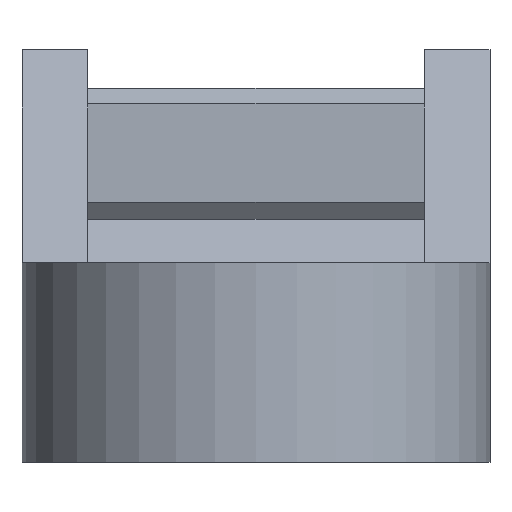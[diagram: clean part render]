
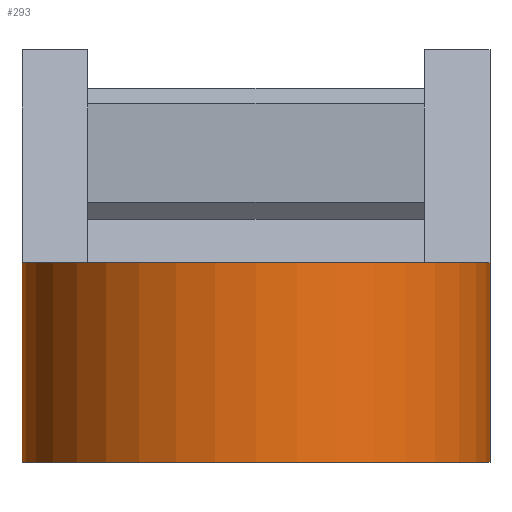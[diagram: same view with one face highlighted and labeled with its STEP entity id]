
A CAD part, left-side view. The second image highlights one B-rep face of the part: STEP entity #293.
In plain terms, the highlighted cylindrical face has radius 9.525 mm (diameter 19.05 mm), a partial arc.
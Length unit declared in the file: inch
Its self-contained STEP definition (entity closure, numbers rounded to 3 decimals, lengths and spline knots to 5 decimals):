
#198=FACE_OUTER_BOUND('',#427,.T.);
#293=ADVANCED_FACE('',(#198),#384,.T.);
#384=CYLINDRICAL_SURFACE('',#2012,0.375);
#427=EDGE_LOOP('',(#745,#746,#747,#748));
#597=CIRCLE('',#2009,0.375);
#598=CIRCLE('',#2011,0.375);
#745=ORIENTED_EDGE('',*,*,#1446,.T.);
#746=ORIENTED_EDGE('',*,*,#1447,.F.);
#747=ORIENTED_EDGE('',*,*,#1445,.F.);
#748=ORIENTED_EDGE('',*,*,#1448,.T.);
#1254=VERTEX_POINT('',#2960);
#1255=VERTEX_POINT('',#2963);
#1256=VERTEX_POINT('',#2967);
#1257=VERTEX_POINT('',#2968);
#1445=EDGE_CURVE('',#1255,#1254,#597,.T.);
#1446=EDGE_CURVE('',#1256,#1257,#598,.T.);
#1447=EDGE_CURVE('',#1254,#1257,#1669,.T.);
#1448=EDGE_CURVE('',#1255,#1256,#1670,.T.);
#1669=LINE('',#2969,#1834);
#1670=LINE('',#2970,#1835);
#1834=VECTOR('',#2288,1.);
#1835=VECTOR('',#2289,1.);
#2009=AXIS2_PLACEMENT_3D('',#2964,#2282,#2283);
#2011=AXIS2_PLACEMENT_3D('',#2966,#2286,#2287);
#2012=AXIS2_PLACEMENT_3D('',#2971,#2290,#2291);
#2282=DIRECTION('',(0.,0.,1.));
#2283=DIRECTION('',(1.,0.,0.));
#2286=DIRECTION('',(0.,0.,1.));
#2287=DIRECTION('',(1.,0.,0.));
#2288=DIRECTION('',(0.,0.,-1.));
#2289=DIRECTION('',(0.,0.,-1.));
#2290=DIRECTION('',(0.,0.,-1.));
#2291=DIRECTION('',(-1.,0.,0.));
#2960=CARTESIAN_POINT('',(0.,-0.375,0.32));
#2963=CARTESIAN_POINT('',(0.,0.375,0.32));
#2964=CARTESIAN_POINT('',(0.,0.,0.32));
#2966=CARTESIAN_POINT('',(0.,0.,0.));
#2967=CARTESIAN_POINT('',(0.,0.375,0.));
#2968=CARTESIAN_POINT('',(0.,-0.375,0.));
#2969=CARTESIAN_POINT('',(0.,-0.375,0.32));
#2970=CARTESIAN_POINT('',(0.,0.375,0.32));
#2971=CARTESIAN_POINT('',(0.,0.,0.32));
